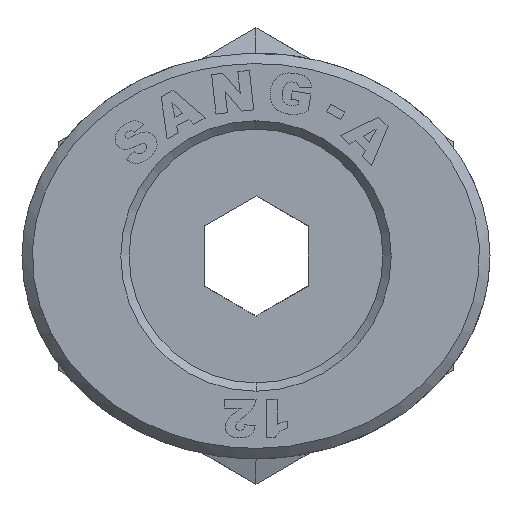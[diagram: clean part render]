
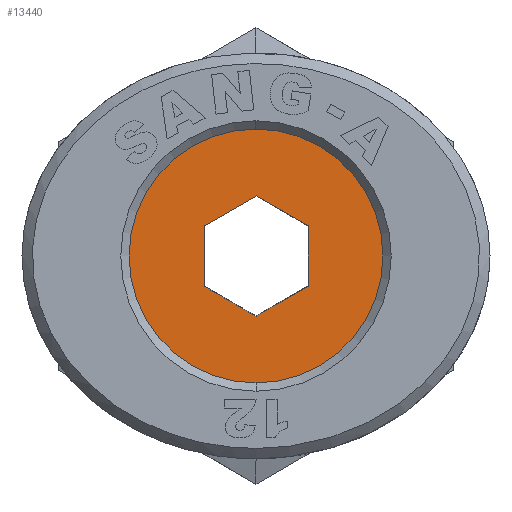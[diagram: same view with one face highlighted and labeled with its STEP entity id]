
A CAD part, left-side view. The second image highlights one B-rep face of the part: STEP entity #13440.
In plain terms, the highlighted planar face has unit normal (-1, 0, 0).
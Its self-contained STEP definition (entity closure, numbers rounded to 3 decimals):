
#215=CARTESIAN_POINT('',(0.5,0.0,6.1));
#216=VERTEX_POINT('',#215);
#225=CARTESIAN_POINT('',(0.5,0.,-6.1));
#226=VERTEX_POINT('',#225);
#227=CARTESIAN_POINT('',(0.5,0.0,0.));
#228=DIRECTION('',(1.0,0.0,0.0));
#229=DIRECTION('',(0.0,0.0,1.0));
#230=AXIS2_PLACEMENT_3D('',#227,#228,#229);
#231=CIRCLE('',#230,6.1);
#232=EDGE_CURVE('',#216,#226,#231,.T.);
#13243=CARTESIAN_POINT('',(0.5,-2.5,1.443));
#13244=VERTEX_POINT('',#13243);
#13251=CARTESIAN_POINT('',(0.5,0.,2.887));
#13252=VERTEX_POINT('',#13251);
#13253=CARTESIAN_POINT('',(0.5,0.,2.887));
#13254=DIRECTION('',(0.,-0.866,-0.5));
#13255=VECTOR('',#13254,2.887);
#13256=LINE('',#13253,#13255);
#13257=EDGE_CURVE('',#13252,#13244,#13256,.T.);
#13274=CARTESIAN_POINT('',(0.5,-2.5,-1.443));
#13275=VERTEX_POINT('',#13274);
#13282=CARTESIAN_POINT('',(0.5,-2.5,1.443));
#13283=DIRECTION('',(0.0,0.0,-1.0));
#13284=VECTOR('',#13283,2.887);
#13285=LINE('',#13282,#13284);
#13286=EDGE_CURVE('',#13244,#13275,#13285,.T.);
#13298=CARTESIAN_POINT('',(0.5,0.0,-2.887));
#13299=VERTEX_POINT('',#13298);
#13306=CARTESIAN_POINT('',(0.5,-2.5,-1.443));
#13307=DIRECTION('',(0.,0.866,-0.5));
#13308=VECTOR('',#13307,2.887);
#13309=LINE('',#13306,#13308);
#13310=EDGE_CURVE('',#13275,#13299,#13309,.T.);
#13346=CARTESIAN_POINT('',(0.5,2.5,-1.443));
#13347=VERTEX_POINT('',#13346);
#13354=CARTESIAN_POINT('',(0.5,0.0,-2.887));
#13355=DIRECTION('',(0.,0.866,0.5));
#13356=VECTOR('',#13355,2.887);
#13357=LINE('',#13354,#13356);
#13358=EDGE_CURVE('',#13299,#13347,#13357,.T.);
#13371=CARTESIAN_POINT('',(0.5,2.5,1.443));
#13372=VERTEX_POINT('',#13371);
#13373=CARTESIAN_POINT('',(0.5,2.5,1.443));
#13374=DIRECTION('',(0.,-0.866,0.5));
#13375=VECTOR('',#13374,2.887);
#13376=LINE('',#13373,#13375);
#13377=EDGE_CURVE('',#13372,#13252,#13376,.T.);
#13395=CARTESIAN_POINT('',(0.5,2.5,-1.443));
#13396=DIRECTION('',(0.0,0.0,1.0));
#13397=VECTOR('',#13396,2.887);
#13398=LINE('',#13395,#13397);
#13399=EDGE_CURVE('',#13347,#13372,#13398,.T.);
#13413=CARTESIAN_POINT('',(0.5,0.0,0.));
#13414=DIRECTION('',(1.0,0.0,0.0));
#13415=DIRECTION('',(0.0,0.0,1.0));
#13416=AXIS2_PLACEMENT_3D('',#13413,#13414,#13415);
#13417=CIRCLE('',#13416,6.1);
#13418=EDGE_CURVE('',#226,#216,#13417,.T.);
#13423=CARTESIAN_POINT('',(0.5,0.0,3.05));
#13424=DIRECTION('',(1.0,0.0,0.0));
#13425=DIRECTION('',(0.0,0.0,-1.0));
#13426=AXIS2_PLACEMENT_3D('',#13423,#13424,#13425);
#13427=PLANE('',#13426);
#13428=ORIENTED_EDGE('',*,*,#232,.F.);
#13429=ORIENTED_EDGE('',*,*,#13418,.F.);
#13430=EDGE_LOOP('',(#13428,#13429));
#13431=FACE_OUTER_BOUND('',#13430,.T.);
#13432=ORIENTED_EDGE('',*,*,#13257,.T.);
#13433=ORIENTED_EDGE('',*,*,#13286,.T.);
#13434=ORIENTED_EDGE('',*,*,#13310,.T.);
#13435=ORIENTED_EDGE('',*,*,#13358,.T.);
#13436=ORIENTED_EDGE('',*,*,#13399,.T.);
#13437=ORIENTED_EDGE('',*,*,#13377,.T.);
#13438=EDGE_LOOP('',(#13432,#13433,#13434,#13435,#13436,#13437));
#13439=FACE_BOUND('',#13438,.T.);
#13440=ADVANCED_FACE('',(#13431,#13439),#13427,.F.);
